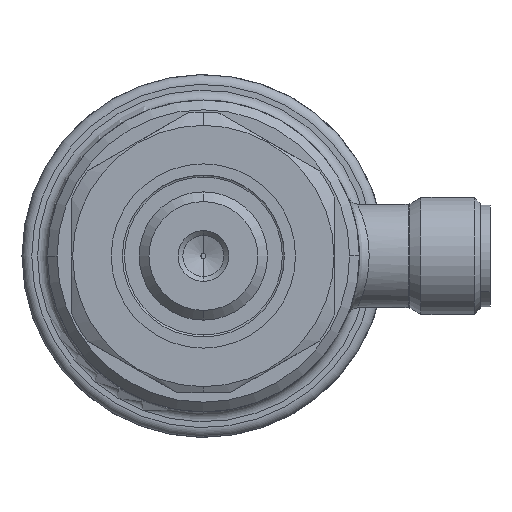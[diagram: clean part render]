
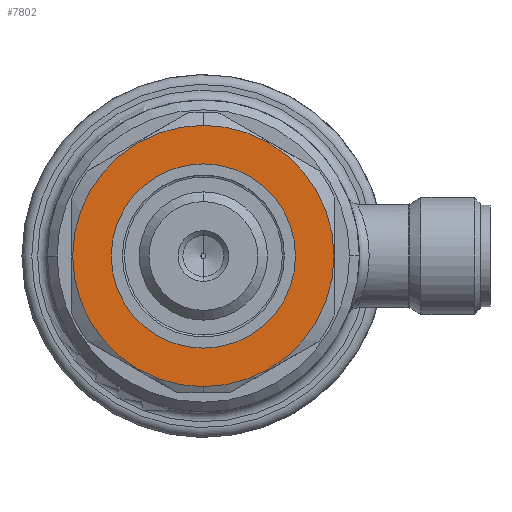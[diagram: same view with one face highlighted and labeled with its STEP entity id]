
A CAD part, front view. The second image highlights one B-rep face of the part: STEP entity #7802.
In plain terms, the highlighted face is planar.
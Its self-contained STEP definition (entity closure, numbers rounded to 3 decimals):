
#187 = CARTESIAN_POINT ( 'NONE',  ( 14., 0., -9.45 ) ) ;
#220 = CARTESIAN_POINT ( 'NONE',  ( 14., 9.45, 0. ) ) ;
#331 = CARTESIAN_POINT ( 'NONE',  ( 14., 0., 9.45 ) ) ;
#388 = FACE_OUTER_BOUND ( 'NONE', #7438, .T. ) ;
#695 = DIRECTION ( 'NONE',  ( 0., 0., 1. ) ) ;
#700 = DIRECTION ( 'NONE',  ( -1., 0., 0. ) ) ;
#824 = EDGE_CURVE ( 'NONE', #6689, #4244, #8016, .T. ) ;
#1041 = CARTESIAN_POINT ( 'NONE',  ( 14., 0., 0. ) ) ;
#1352 = CARTESIAN_POINT ( 'NONE',  ( 14., 0., 0. ) ) ;
#1416 = VERTEX_POINT ( 'NONE', #187 ) ;
#1765 = EDGE_CURVE ( 'NONE', #1416, #4501, #2293, .T. ) ;
#1804 = CIRCLE ( 'NONE', #2787, 9.45 ) ;
#1886 = DIRECTION ( 'NONE',  ( 0., 0., 1. ) ) ;
#2072 = AXIS2_PLACEMENT_3D ( 'NONE', #1041, #2361, #4958 ) ;
#2261 = EDGE_CURVE ( 'NONE', #4244, #6689, #3995, .T. ) ;
#2293 = CIRCLE ( 'NONE', #2072, 9.45 ) ;
#2361 = DIRECTION ( 'NONE',  ( -1., 0., 0. ) ) ;
#2501 = DIRECTION ( 'NONE',  ( -1., 0., 0. ) ) ;
#2787 = AXIS2_PLACEMENT_3D ( 'NONE', #6584, #2501, #1886 ) ;
#2889 = AXIS2_PLACEMENT_3D ( 'NONE', #220, #4206, #4872 ) ;
#2906 = CARTESIAN_POINT ( 'NONE',  ( 14., 0., -13.4 ) ) ;
#2940 = EDGE_CURVE ( 'NONE', #4501, #1416, #1804, .T. ) ;
#3182 = AXIS2_PLACEMENT_3D ( 'NONE', #4094, #700, #8496 ) ;
#3995 = CIRCLE ( 'NONE', #7169, 13.4 ) ;
#4094 = CARTESIAN_POINT ( 'NONE',  ( 14., 0., 0. ) ) ;
#4206 = DIRECTION ( 'NONE',  ( 1., 0., 0. ) ) ;
#4244 = VERTEX_POINT ( 'NONE', #2906 ) ;
#4501 = VERTEX_POINT ( 'NONE', #331 ) ;
#4872 = DIRECTION ( 'NONE',  ( 0., 0., -1. ) ) ;
#4958 = DIRECTION ( 'NONE',  ( 0., 0., 1. ) ) ;
#4975 = ORIENTED_EDGE ( 'NONE', *, *, #2261, .T. ) ;
#5422 = DIRECTION ( 'NONE',  ( -1., 0., 0. ) ) ;
#5648 = ORIENTED_EDGE ( 'NONE', *, *, #824, .T. ) ;
#6274 = ORIENTED_EDGE ( 'NONE', *, *, #2940, .F. ) ;
#6584 = CARTESIAN_POINT ( 'NONE',  ( 14., 0., 0. ) ) ;
#6689 = VERTEX_POINT ( 'NONE', #7144 ) ;
#7144 = CARTESIAN_POINT ( 'NONE',  ( 14., 0., 13.4 ) ) ;
#7169 = AXIS2_PLACEMENT_3D ( 'NONE', #1352, #5422, #695 ) ;
#7385 = EDGE_LOOP ( 'NONE', ( #6274, #8630 ) ) ;
#7438 = EDGE_LOOP ( 'NONE', ( #4975, #5648 ) ) ;
#7725 = FACE_BOUND ( 'NONE', #7385, .T. ) ;
#7802 = ADVANCED_FACE ( 'NONE', ( #7725, #388 ), #8176, .F. ) ;
#8016 = CIRCLE ( 'NONE', #3182, 13.4 ) ;
#8176 = PLANE ( 'NONE',  #2889 ) ;
#8496 = DIRECTION ( 'NONE',  ( 0., 0., 1. ) ) ;
#8630 = ORIENTED_EDGE ( 'NONE', *, *, #1765, .F. ) ;
